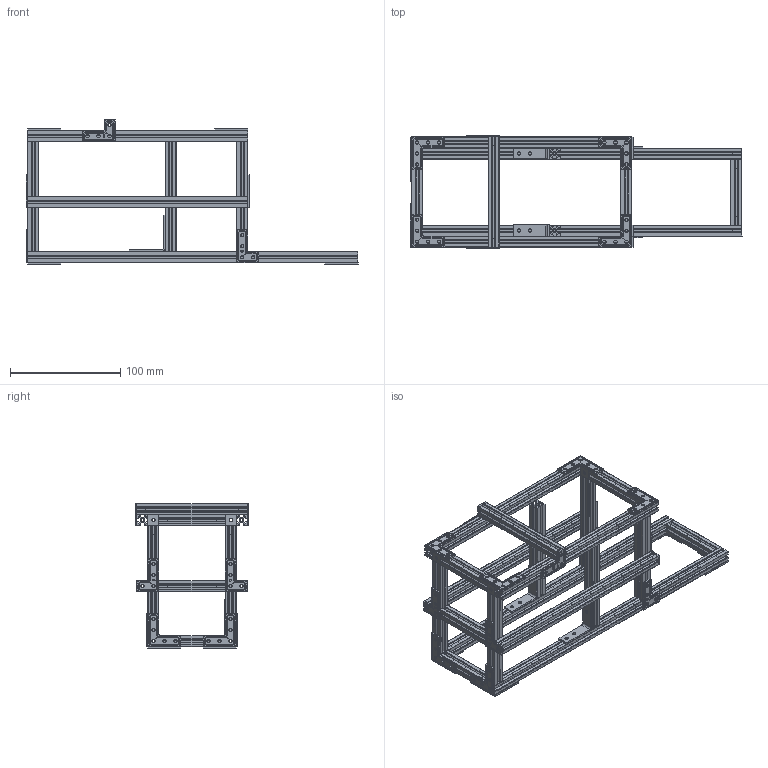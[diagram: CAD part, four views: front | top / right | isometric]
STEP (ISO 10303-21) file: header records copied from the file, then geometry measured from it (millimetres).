
FILE_DESCRIPTION(/* description */ (''),/* implementation_level */ '2;1');
FILE_NAME(/* name */ 'Body.step',/* time_stamp */ '2024-07-02T21:10:12+02:00',/* author */ (''),/* organization */ (''),/* preprocessor_version */ 'ST-DEVELOPER v20',/* originating_system */ 'Autodesk Translation Framework v13.14.0.145',/* authorisation */ '');
FILE_SCHEMA (('AUTOMOTIVE_DESIGN { 1 0 10303 214 3 1 1 }'));
Length unit declared in the file: millimetre
Products named in the file (9): Body; 300mm; 200mm; 60mm; l-Winkel; 100mm; Rechter_Winkel; Corner_Cube; L_Winkel
Assembly tree (43 placements, depth 2):
  Body
    100mm  x7
    60mm  x6
    300mm  x2
    200mm  x4
    L_Winkel  x10
    l-Winkel  x8
    Rechter_Winkel  x2
    Corner_Cube  x4
Bounding box: 301.7 x 103 x 131.3 mm (x, y, z)
Volume: 135374.8 mm3; surface area: 234697.4 mm2
Topology: 43 solids, 43 shells, 6955 faces, 18809 edges, 12492 vertices
Faces by surface type: plane 5786, cylinder 1023, bspline 96, cone 50
Full cylindrical faces by diameter (mm): 2.5 x19, 3 x140, 6 x12
Entity records: 30784 total; most frequent: CARTESIAN_POINT 5476, ORIENTED_EDGE 5240, DIRECTION 5026, EDGE_CURVE 2620, LINE 2170, VECTOR 2170, VERTEX_POINT 1734, AXIS2_PLACEMENT_3D 1428
